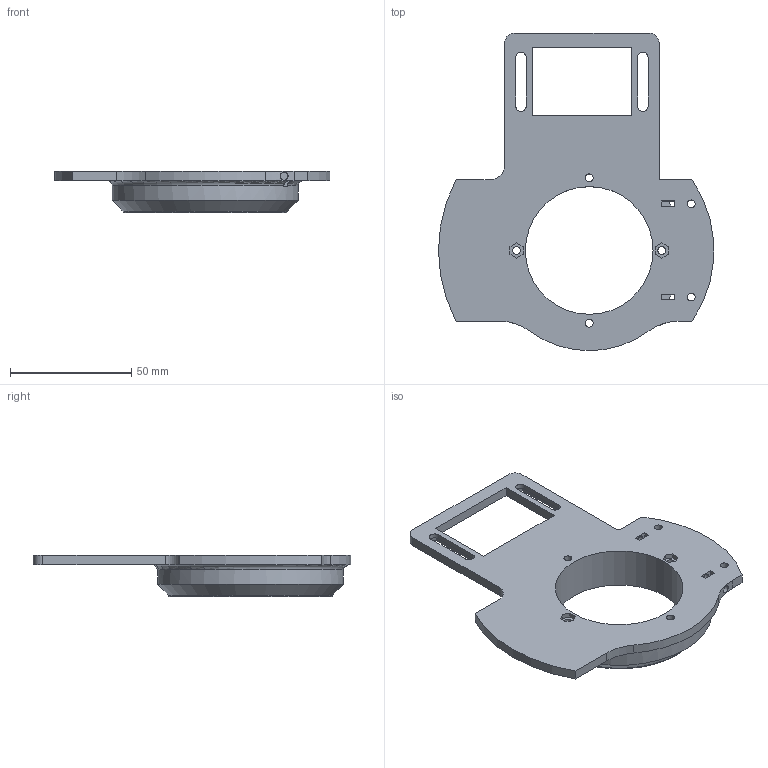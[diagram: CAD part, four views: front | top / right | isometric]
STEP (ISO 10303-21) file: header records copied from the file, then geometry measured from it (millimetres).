
FILE_DESCRIPTION(/* description */ ('STEP AP242','CAx-IF Rec.Pracs.---Representation and Presentation of Product Manufacturing Information (PMI)---4.0---2014-10-13','CAx-IF Rec.Pracs.---3D Tessellated Geometry---0.4---2014-09-14','2;1'),/* implementation_level */ '2;1');
FILE_NAME(/* name */ 'Part Studio 1 - bearing_inner_top',/* time_stamp */ '2025-09-22T03:41:42Z',/* author */ (''),/* organization */ (''),/* preprocessor_version */ 'ST-DEVELOPER v20',/* originating_system */ 'ONSHAPE BY PTC INC, 1.204',/* authorisation */ ' ');
FILE_SCHEMA (('AP242_MANAGED_MODEL_BASED_3D_ENGINEERING_MIM_LF { 1 0 10303 442 1 1 4 }'));
Length unit declared in the file: metre
Products named in the file (1): bearing_inner_top
Bounding box: 113.3 x 130.78 x 17.16 mm (x, y, z)
Volume: 56477 mm3; surface area: 23238.4 mm2
Topology: 1 solids, 1 shells, 87 faces, 240 edges, 160 vertices
Faces by surface type: plane 58, cylinder 25, torus 3, cone 1
Full cylindrical faces by diameter (mm): 3.25 x10, 52.606 x1, 76.599 x1
Entity records: 2769 total; most frequent: CARTESIAN_POINT 500, DIRECTION 448, ORIENTED_EDGE 446, EDGE_CURVE 223, LINE 160, VECTOR 160, VERTEX_POINT 157, AXIS2_PLACEMENT_3D 144
